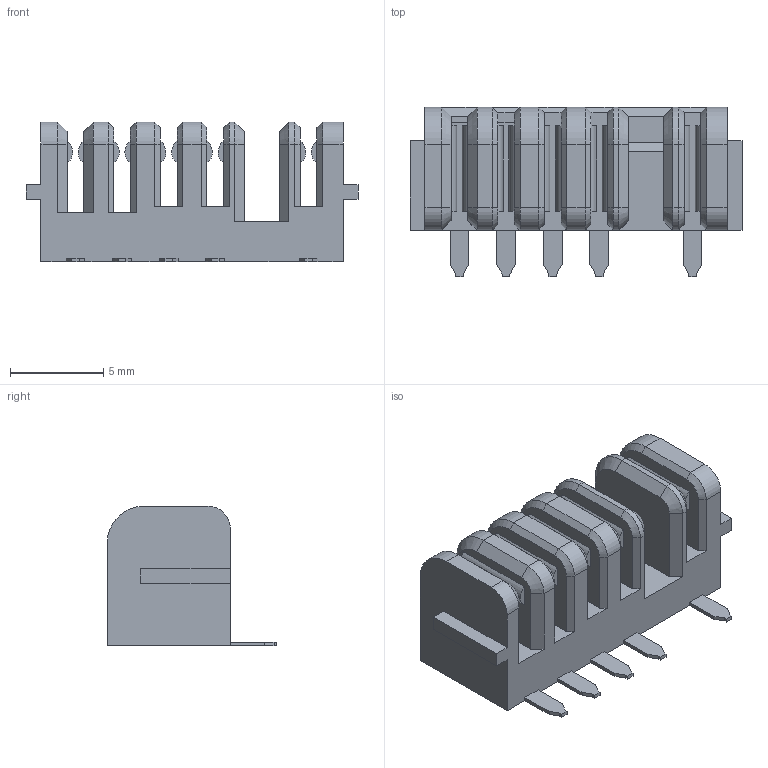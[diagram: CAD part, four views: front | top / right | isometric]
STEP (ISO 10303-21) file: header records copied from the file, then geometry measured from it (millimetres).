
FILE_DESCRIPTION(/* description */ (''),/* implementation_level */ '2;1');
FILE_NAME(/* name */ '1473969.1.step',/* time_stamp */ '2024-11-07T21:54:27+01:00',/* author */ (''),/* organization */ (''),/* preprocessor_version */ 'ST-DEVELOPER v20',/* originating_system */ 'Autodesk Translation Framework v13.20.0.188',/* authorisation */ '');
FILE_SCHEMA (('AUTOMOTIVE_DESIGN { 1 0 10303 214 3 1 1 }'));
Length unit declared in the file: millimetre
Products named in the file (1): C-1473969-1
Bounding box: 17.8 x 9.1 x 7.5 mm (x, y, z)
Volume: 588.5 mm3; surface area: 863.9 mm2
Topology: 1 solids, 1 shells, 204 faces, 516 edges, 324 vertices
Faces by surface type: plane 146, cylinder 34, cone 24
Entity records: 6045 total; most frequent: CARTESIAN_POINT 1045, ORIENTED_EDGE 1032, DIRECTION 1018, EDGE_CURVE 516, LINE 424, VECTOR 424, VERTEX_POINT 324, AXIS2_PLACEMENT_3D 297
